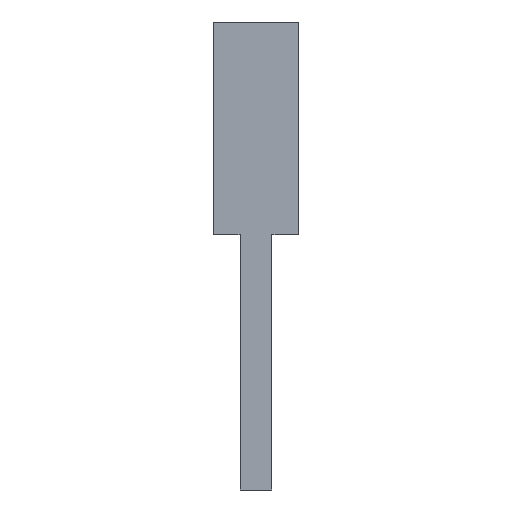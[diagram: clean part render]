
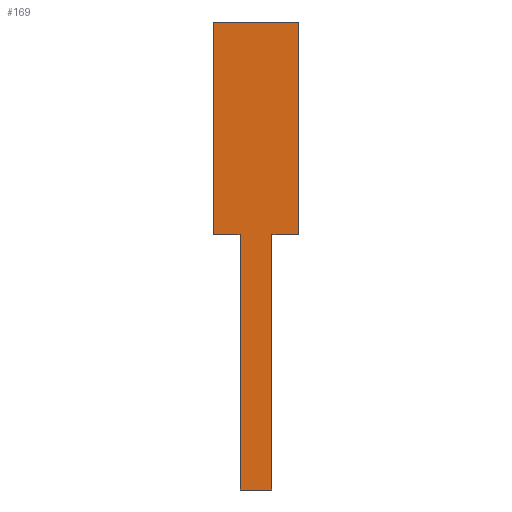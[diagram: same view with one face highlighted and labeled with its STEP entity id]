
A CAD part, left-side view. The second image highlights one B-rep face of the part: STEP entity #169.
In plain terms, the highlighted planar face has unit normal (-1, 0, 0).
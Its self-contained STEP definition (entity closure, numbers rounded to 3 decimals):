
#6 = CARTESIAN_POINT ( 'NONE',  ( -6., -0.75, -10. ) ) ;
#7 = EDGE_CURVE ( 'NONE', #246, #19, #234, .T. ) ;
#12 = DIRECTION ( 'NONE',  ( -1., 0., 0. ) ) ;
#13 = LINE ( 'NONE', #82, #189 ) ;
#19 = VERTEX_POINT ( 'NONE', #22 ) ;
#22 = CARTESIAN_POINT ( 'NONE',  ( -6., 0.75, -22. ) ) ;
#23 = ORIENTED_EDGE ( 'NONE', *, *, #57, .F. ) ;
#38 = VERTEX_POINT ( 'NONE', #254 ) ;
#45 = VERTEX_POINT ( 'NONE', #244 ) ;
#46 = EDGE_CURVE ( 'NONE', #38, #267, #207, .T. ) ;
#57 = EDGE_CURVE ( 'NONE', #19, #60, #285, .T. ) ;
#60 = VERTEX_POINT ( 'NONE', #289 ) ;
#64 = CARTESIAN_POINT ( 'NONE',  ( -6., -2., 0. ) ) ;
#65 = EDGE_CURVE ( 'NONE', #229, #45, #217, .T. ) ;
#80 = LINE ( 'NONE', #214, #156 ) ;
#82 = CARTESIAN_POINT ( 'NONE',  ( -6., -0.75, -10. ) ) ;
#86 = VECTOR ( 'NONE', #259, 1000. ) ;
#87 = DIRECTION ( 'NONE',  ( 0., 0., -1. ) ) ;
#99 = FACE_OUTER_BOUND ( 'NONE', #228, .T. ) ;
#101 = CARTESIAN_POINT ( 'NONE',  ( -6., -0.75, -22. ) ) ;
#103 = DIRECTION ( 'NONE',  ( 0., 0., 1. ) ) ;
#108 = EDGE_CURVE ( 'NONE', #45, #246, #13, .T. ) ;
#113 = CARTESIAN_POINT ( 'NONE',  ( -6., -2., -10. ) ) ;
#115 = DIRECTION ( 'NONE',  ( 0., 0., 1. ) ) ;
#132 = ORIENTED_EDGE ( 'NONE', *, *, #108, .F. ) ;
#133 = CARTESIAN_POINT ( 'NONE',  ( -6., 0.75, -22. ) ) ;
#136 = LINE ( 'NONE', #139, #264 ) ;
#139 = CARTESIAN_POINT ( 'NONE',  ( -6., 2., -10. ) ) ;
#143 = ORIENTED_EDGE ( 'NONE', *, *, #203, .F. ) ;
#154 = VECTOR ( 'NONE', #226, 1000. ) ;
#156 = VECTOR ( 'NONE', #115, 1000. ) ;
#169 = ADVANCED_FACE ( 'NONE', ( #99 ), #232, .T. ) ;
#173 = DIRECTION ( 'NONE',  ( 0., 1., 0. ) ) ;
#180 = CARTESIAN_POINT ( 'NONE',  ( -6., 2., 0. ) ) ;
#181 = ORIENTED_EDGE ( 'NONE', *, *, #46, .F. ) ;
#184 = ORIENTED_EDGE ( 'NONE', *, *, #199, .F. ) ;
#189 = VECTOR ( 'NONE', #87, 1000. ) ;
#195 = DIRECTION ( 'NONE',  ( 0., 0., 1. ) ) ;
#199 = EDGE_CURVE ( 'NONE', #267, #229, #209, .T. ) ;
#203 = EDGE_CURVE ( 'NONE', #299, #38, #80, .T. ) ;
#207 = LINE ( 'NONE', #180, #154 ) ;
#209 = LINE ( 'NONE', #216, #284 ) ;
#211 = CARTESIAN_POINT ( 'NONE',  ( -6., 0., 0. ) ) ;
#214 = CARTESIAN_POINT ( 'NONE',  ( -6., 2., -10. ) ) ;
#215 = DIRECTION ( 'NONE',  ( 0., 0., -1. ) ) ;
#216 = CARTESIAN_POINT ( 'NONE',  ( -6., -2., -10. ) ) ;
#217 = LINE ( 'NONE', #6, #86 ) ;
#222 = ORIENTED_EDGE ( 'NONE', *, *, #7, .F. ) ;
#226 = DIRECTION ( 'NONE',  ( 0., -1., 0. ) ) ;
#227 = AXIS2_PLACEMENT_3D ( 'NONE', #211, #12, #195 ) ;
#228 = EDGE_LOOP ( 'NONE', ( #181, #143, #309, #23, #222, #132, #283, #184 ) ) ;
#229 = VERTEX_POINT ( 'NONE', #113 ) ;
#232 = PLANE ( 'NONE',  #227 ) ;
#234 = LINE ( 'NONE', #101, #252 ) ;
#244 = CARTESIAN_POINT ( 'NONE',  ( -6., -0.75, -10. ) ) ;
#246 = VERTEX_POINT ( 'NONE', #301 ) ;
#248 = VECTOR ( 'NONE', #103, 1000. ) ;
#252 = VECTOR ( 'NONE', #312, 1000. ) ;
#254 = CARTESIAN_POINT ( 'NONE',  ( -6., 2., 0. ) ) ;
#259 = DIRECTION ( 'NONE',  ( 0., 1., 0. ) ) ;
#264 = VECTOR ( 'NONE', #173, 1000. ) ;
#267 = VERTEX_POINT ( 'NONE', #64 ) ;
#283 = ORIENTED_EDGE ( 'NONE', *, *, #65, .F. ) ;
#284 = VECTOR ( 'NONE', #215, 1000. ) ;
#285 = LINE ( 'NONE', #133, #248 ) ;
#288 = EDGE_CURVE ( 'NONE', #60, #299, #136, .T. ) ;
#289 = CARTESIAN_POINT ( 'NONE',  ( -6., 0.75, -10. ) ) ;
#297 = CARTESIAN_POINT ( 'NONE',  ( -6., 2., -10. ) ) ;
#299 = VERTEX_POINT ( 'NONE', #297 ) ;
#301 = CARTESIAN_POINT ( 'NONE',  ( -6., -0.75, -22. ) ) ;
#309 = ORIENTED_EDGE ( 'NONE', *, *, #288, .F. ) ;
#312 = DIRECTION ( 'NONE',  ( 0., 1., 0. ) ) ;
